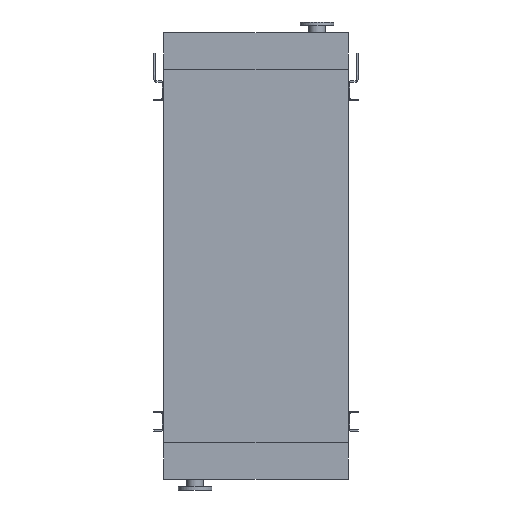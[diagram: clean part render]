
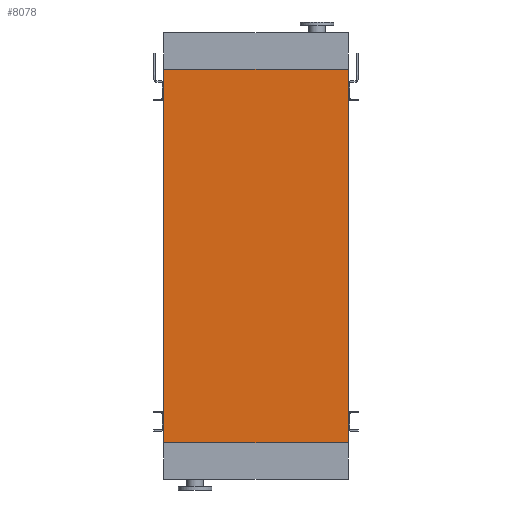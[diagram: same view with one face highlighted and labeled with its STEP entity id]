
A CAD part, front view. The second image highlights one B-rep face of the part: STEP entity #8078.
In plain terms, the highlighted planar face has unit normal (0, -1, 0).
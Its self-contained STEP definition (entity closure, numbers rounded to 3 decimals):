
#29 = ORIENTED_EDGE ( 'NONE', *, *, #5300, .F. ) ;
#229 = LINE ( 'NONE', #15764, #9132 ) ;
#555 = VERTEX_POINT ( 'NONE', #11182 ) ;
#1366 = CARTESIAN_POINT ( 'NONE',  ( -605., 0., -2450. ) ) ;
#2394 = DIRECTION ( 'NONE',  ( 0., 0., 1. ) ) ;
#2665 = CARTESIAN_POINT ( 'NONE',  ( 605., 0., -2450. ) ) ;
#3218 = VERTEX_POINT ( 'NONE', #9544 ) ;
#3428 = VERTEX_POINT ( 'NONE', #2665 ) ;
#3539 = DIRECTION ( 'NONE',  ( 0., 0., 1. ) ) ;
#3785 = ORIENTED_EDGE ( 'NONE', *, *, #3880, .F. ) ;
#3804 = DIRECTION ( 'NONE',  ( 0., -1., 0. ) ) ;
#3880 = EDGE_CURVE ( 'NONE', #3218, #555, #7437, .T. ) ;
#4095 = CARTESIAN_POINT ( 'NONE',  ( -605., 0., -2450. ) ) ;
#4232 = ORIENTED_EDGE ( 'NONE', *, *, #13593, .T. ) ;
#5300 = EDGE_CURVE ( 'NONE', #9576, #3218, #9639, .T. ) ;
#5614 = AXIS2_PLACEMENT_3D ( 'NONE', #1366, #3804, #12290 ) ;
#5711 = LINE ( 'NONE', #4095, #12203 ) ;
#6635 = DIRECTION ( 'NONE',  ( 1., 0., 0. ) ) ;
#7437 = LINE ( 'NONE', #15141, #9906 ) ;
#8078 = ADVANCED_FACE ( 'NONE', ( #12812 ), #13445, .T. ) ;
#9132 = VECTOR ( 'NONE', #2394, 1000. ) ;
#9544 = CARTESIAN_POINT ( 'NONE',  ( -605., 0., 0. ) ) ;
#9576 = VERTEX_POINT ( 'NONE', #15576 ) ;
#9614 = CARTESIAN_POINT ( 'NONE',  ( -605., 0., -2450. ) ) ;
#9639 = LINE ( 'NONE', #9614, #13265 ) ;
#9906 = VECTOR ( 'NONE', #6635, 1000. ) ;
#11083 = EDGE_LOOP ( 'NONE', ( #3785, #29, #15399, #4232 ) ) ;
#11182 = CARTESIAN_POINT ( 'NONE',  ( 605., 0., 0. ) ) ;
#12203 = VECTOR ( 'NONE', #12575, 1000. ) ;
#12290 = DIRECTION ( 'NONE',  ( 0., 0., -1. ) ) ;
#12575 = DIRECTION ( 'NONE',  ( 1., 0., 0. ) ) ;
#12812 = FACE_OUTER_BOUND ( 'NONE', #11083, .T. ) ;
#13265 = VECTOR ( 'NONE', #3539, 1000. ) ;
#13445 = PLANE ( 'NONE',  #5614 ) ;
#13593 = EDGE_CURVE ( 'NONE', #3428, #555, #229, .T. ) ;
#13826 = EDGE_CURVE ( 'NONE', #9576, #3428, #5711, .T. ) ;
#15141 = CARTESIAN_POINT ( 'NONE',  ( -605., 0., 0. ) ) ;
#15399 = ORIENTED_EDGE ( 'NONE', *, *, #13826, .T. ) ;
#15576 = CARTESIAN_POINT ( 'NONE',  ( -605., 0., -2450. ) ) ;
#15764 = CARTESIAN_POINT ( 'NONE',  ( 605., 0., -2450. ) ) ;
